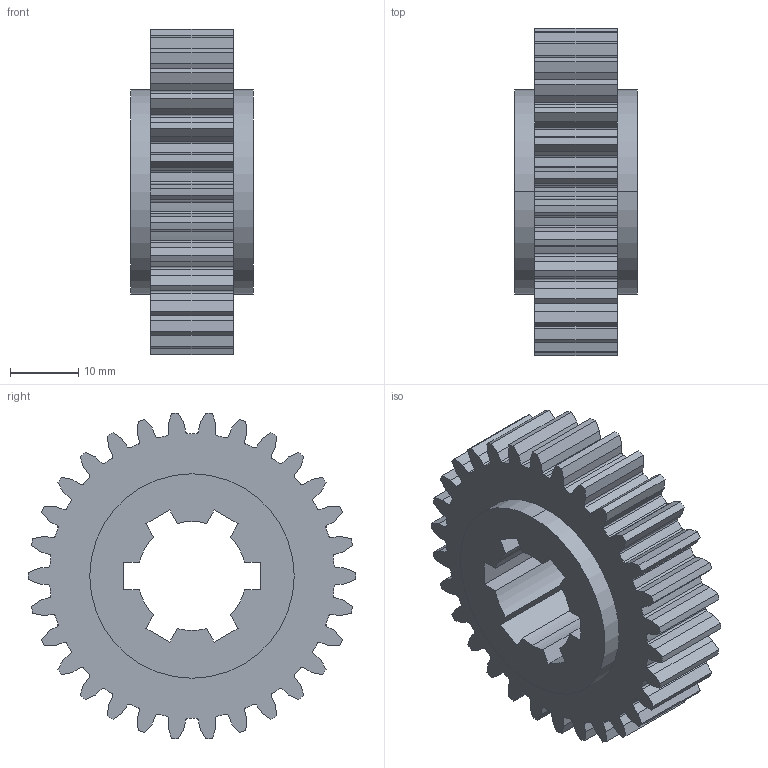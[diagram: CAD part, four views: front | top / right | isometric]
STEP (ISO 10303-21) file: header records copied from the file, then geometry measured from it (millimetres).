
FILE_DESCRIPTION (( 'STEP AP203' ), '1' );
FILE_NAME ('30T M1,5.STEP', '2022-01-17T13:23:48', ( '' ), ( '' ), 'SwSTEP 2.0', 'SolidWorks 2021', '' );
FILE_SCHEMA (( 'CONFIG_CONTROL_DESIGN' ));
Length unit declared in the file: millimetre
Products named in the file (1): 30T M1,5
Bounding box: 18 x 48 x 47.83 mm (x, y, z)
Volume: 18563.4 mm3; surface area: 7896.6 mm2
Topology: 1 solids, 1 shells, 288 faces, 852 edges, 568 vertices
Faces by surface type: cylinder 146, plane 142
Entity records: 9789 total; most frequent: DIRECTION 1722, CARTESIAN_POINT 1709, ORIENTED_EDGE 1704, EDGE_CURVE 852, AXIS2_PLACEMENT_3D 581, VERTEX_POINT 568, LINE 560, VECTOR 560
